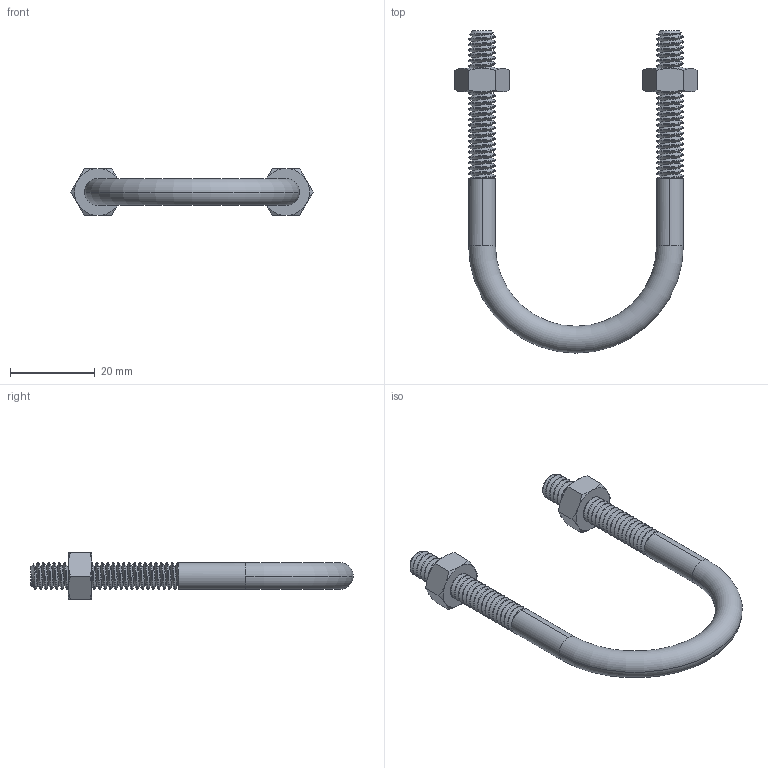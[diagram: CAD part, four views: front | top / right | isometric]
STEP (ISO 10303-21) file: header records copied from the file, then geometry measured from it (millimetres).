
FILE_DESCRIPTION (( 'STEP AP203' ), '1' );
FILE_NAME ('8896T105_304 Stainless Steel U-Bolt.STEP', '2021-09-07T21:26:11', ( 'Administrator' ), ( 'Managed by Terraform' ), 'SwSTEP 2.0', 'SolidWorks 2017', '' );
FILE_SCHEMA (( 'CONFIG_CONTROL_DESIGN' ));
Length unit declared in the file: inch
Products named in the file (1): 8896T105_304 Stainless Steel U-Bolt
Bounding box: 57.28 x 76.2 x 11.11 mm (x, y, z)
Volume: 5733.1 mm3; surface area: 5116.7 mm2
Topology: 3 solids, 3 shells, 172 faces, 472 edges, 306 vertices
Faces by surface type: cylinder 116, cone 28, plane 20, bspline 6, torus 2
Entity records: 14081 total; most frequent: CARTESIAN_POINT 10405, ORIENTED_EDGE 944, DIRECTION 574, EDGE_CURVE 472, VERTEX_POINT 306, AXIS2_PLACEMENT_3D 221, EDGE_LOOP 176, FACE_OUTER_BOUND 172
